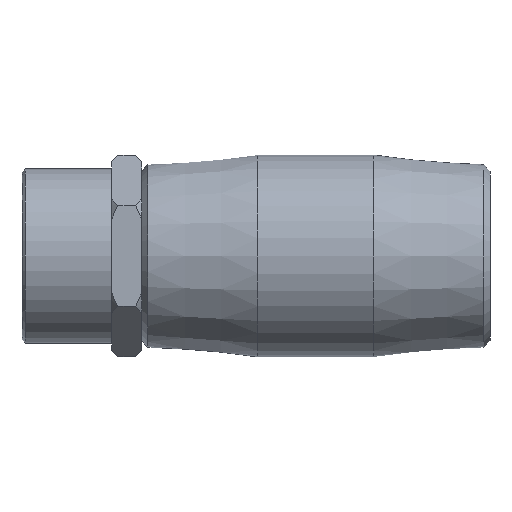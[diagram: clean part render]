
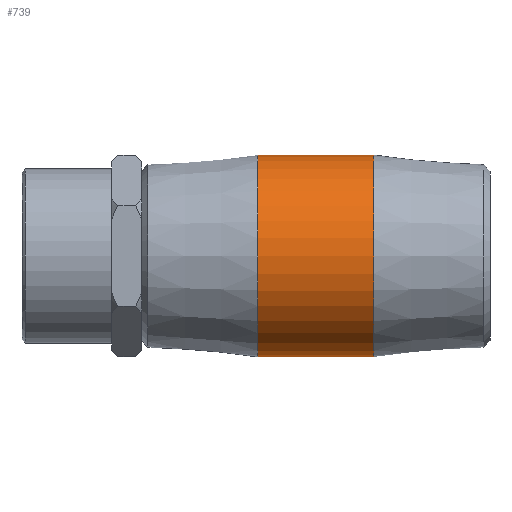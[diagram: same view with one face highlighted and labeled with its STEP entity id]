
A CAD part, front view. The second image highlights one B-rep face of the part: STEP entity #739.
In plain terms, the highlighted cylindrical face has radius 34.5 mm (diameter 69 mm), a full revolution.
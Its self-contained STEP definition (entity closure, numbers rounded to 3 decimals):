
#23=CYLINDRICAL_SURFACE('',#835,34.5);
#56=FACE_BOUND('',#258,.T.);
#80=CIRCLE('',#787,34.5);
#84=CIRCLE('',#794,34.5);
#176=FACE_OUTER_BOUND('',#257,.T.);
#257=EDGE_LOOP('',(#655));
#258=EDGE_LOOP('',(#656));
#374=VERTEX_POINT('',#1234);
#379=VERTEX_POINT('',#1280);
#463=EDGE_CURVE('',#374,#374,#80,.T.);
#468=EDGE_CURVE('',#379,#379,#84,.T.);
#655=ORIENTED_EDGE('',*,*,#468,.T.);
#656=ORIENTED_EDGE('',*,*,#463,.F.);
#739=ADVANCED_FACE('',(#176,#56),#23,.T.);
#787=AXIS2_PLACEMENT_3D('',#1235,#941,#942);
#794=AXIS2_PLACEMENT_3D('',#1281,#955,#956);
#835=AXIS2_PLACEMENT_3D('',#1375,#1037,#1038);
#941=DIRECTION('center_axis',(1.,0.,0.));
#942=DIRECTION('ref_axis',(0.,0.,-1.));
#955=DIRECTION('center_axis',(1.,0.,0.));
#956=DIRECTION('ref_axis',(0.,0.,-1.));
#1037=DIRECTION('center_axis',(1.,0.,0.));
#1038=DIRECTION('ref_axis',(0.,1.,0.));
#1234=CARTESIAN_POINT('',(19.833,34.5,0.));
#1235=CARTESIAN_POINT('Origin',(19.833,0.,0.));
#1280=CARTESIAN_POINT('',(-19.833,34.5,0.));
#1281=CARTESIAN_POINT('Origin',(-19.833,0.,0.));
#1375=CARTESIAN_POINT('Origin',(0.,0.,0.));
